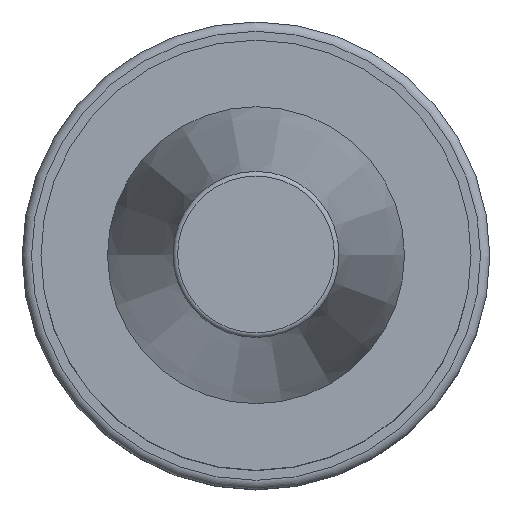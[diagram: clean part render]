
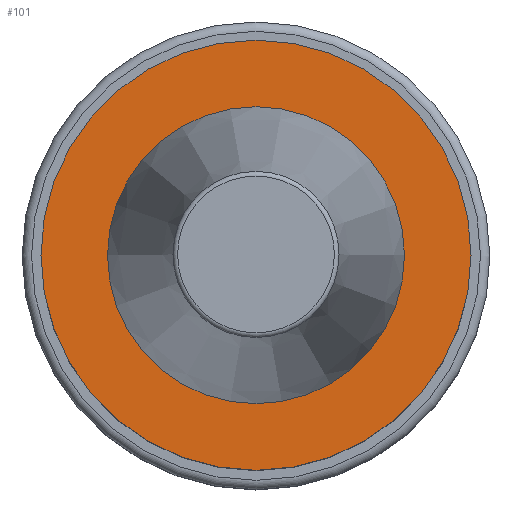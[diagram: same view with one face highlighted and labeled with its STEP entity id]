
A CAD part, top view. The second image highlights one B-rep face of the part: STEP entity #101.
In plain terms, the highlighted planar face has unit normal (0, 0, 1).
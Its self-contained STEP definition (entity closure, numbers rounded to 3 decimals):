
#60=FACE_BOUND('',#138,.T.);
#61=FACE_BOUND('',#139,.T.);
#101=ADVANCED_FACE('',(#60,#61),#121,.T.);
#121=PLANE('',#340);
#138=EDGE_LOOP('',(#184));
#139=EDGE_LOOP('',(#185));
#184=ORIENTED_EDGE('',*,*,#249,.T.);
#185=ORIENTED_EDGE('',*,*,#248,.F.);
#225=VERTEX_POINT('',#501);
#226=VERTEX_POINT('',#504);
#248=EDGE_CURVE('',#225,#225,#271,.T.);
#249=EDGE_CURVE('',#226,#226,#272,.T.);
#271=CIRCLE('',#337,15.575);
#272=CIRCLE('',#339,22.99);
#337=AXIS2_PLACEMENT_3D('',#500,#402,#403);
#339=AXIS2_PLACEMENT_3D('',#503,#406,#407);
#340=AXIS2_PLACEMENT_3D('',#505,#408,#409);
#402=DIRECTION('',(0.,0.,1.));
#403=DIRECTION('',(1.,0.,0.));
#406=DIRECTION('',(0.,0.,1.));
#407=DIRECTION('',(1.,0.,0.));
#408=DIRECTION('',(0.,0.,1.));
#409=DIRECTION('',(-1.,0.,0.));
#500=CARTESIAN_POINT('',(0.,0.,-1.));
#501=CARTESIAN_POINT('',(15.575,0.,-1.));
#503=CARTESIAN_POINT('',(0.,0.,-1.));
#504=CARTESIAN_POINT('',(22.99,0.,-1.));
#505=CARTESIAN_POINT('',(0.,15.575,-1.));
